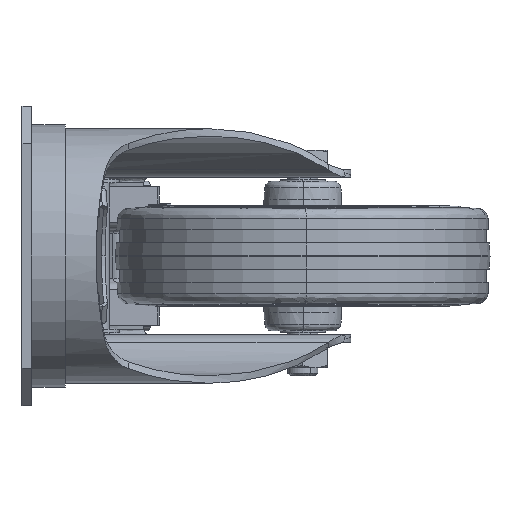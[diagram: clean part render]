
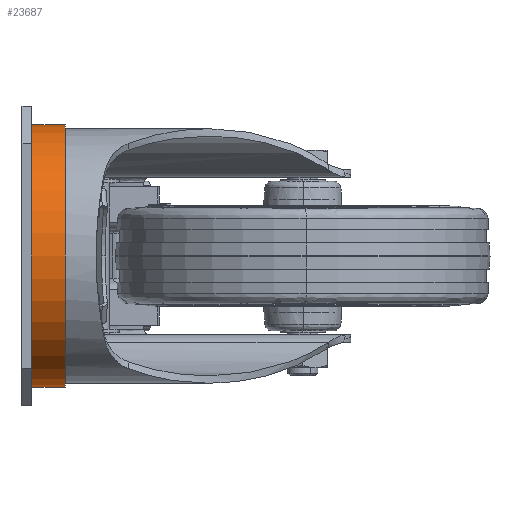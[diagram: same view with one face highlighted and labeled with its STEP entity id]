
A CAD part, left-side view. The second image highlights one B-rep face of the part: STEP entity #23687.
In plain terms, the highlighted cylindrical face has radius 35 mm (diameter 70 mm), a partial arc.
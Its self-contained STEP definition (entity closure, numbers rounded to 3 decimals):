
#5489 = AXIS2_PLACEMENT_3D ( 'NONE', #23787, #64158, #29558 ) ;
#7018 = DIRECTION ( 'NONE',  ( 0., -1., 0. ) ) ;
#7251 = ORIENTED_EDGE ( 'NONE', *, *, #35053, .T. ) ;
#9998 = DIRECTION ( 'NONE',  ( 0., -1., 0. ) ) ;
#12386 = EDGE_LOOP ( 'NONE', ( #7251, #32699, #53916, #47113 ) ) ;
#13021 = CARTESIAN_POINT ( 'NONE',  ( 0., -2.15, 0. ) ) ;
#16572 = EDGE_CURVE ( 'NONE', #55723, #60232, #67994, .T. ) ;
#21862 = VECTOR ( 'NONE', #9998, 1000. ) ;
#23308 = AXIS2_PLACEMENT_3D ( 'NONE', #59984, #25375, #65801 ) ;
#23384 = CARTESIAN_POINT ( 'NONE',  ( 0., -11.6, 35. ) ) ;
#23687 = ADVANCED_FACE ( 'NONE', ( #70049 ), #69315, .T. ) ;
#23787 = CARTESIAN_POINT ( 'NONE',  ( 0., -11.6, 0. ) ) ;
#24677 = VERTEX_POINT ( 'NONE', #29738 ) ;
#25304 = CIRCLE ( 'NONE', #23308, 35. ) ;
#25375 = DIRECTION ( 'NONE',  ( 0., -1., 0. ) ) ;
#27669 = EDGE_CURVE ( 'NONE', #24677, #60232, #28871, .T. ) ;
#28871 = LINE ( 'NONE', #61689, #57769 ) ;
#29558 = DIRECTION ( 'NONE',  ( 0., 0., 1. ) ) ;
#29738 = CARTESIAN_POINT ( 'NONE',  ( 0., -2.6, 35. ) ) ;
#32673 = DIRECTION ( 'NONE',  ( 0., -1., 0. ) ) ;
#32699 = ORIENTED_EDGE ( 'NONE', *, *, #65703, .T. ) ;
#35053 = EDGE_CURVE ( 'NONE', #24677, #38407, #25304, .T. ) ;
#36784 = CARTESIAN_POINT ( 'NONE',  ( 0., -11.6, -35. ) ) ;
#37178 = LINE ( 'NONE', #73029, #21862 ) ;
#38407 = VERTEX_POINT ( 'NONE', #69983 ) ;
#47113 = ORIENTED_EDGE ( 'NONE', *, *, #27669, .F. ) ;
#51044 = AXIS2_PLACEMENT_3D ( 'NONE', #13021, #7018, #53323 ) ;
#53323 = DIRECTION ( 'NONE',  ( 0., 0., 1. ) ) ;
#53916 = ORIENTED_EDGE ( 'NONE', *, *, #16572, .T. ) ;
#55723 = VERTEX_POINT ( 'NONE', #36784 ) ;
#57769 = VECTOR ( 'NONE', #32673, 1000. ) ;
#59984 = CARTESIAN_POINT ( 'NONE',  ( 0., -2.6, 0. ) ) ;
#60232 = VERTEX_POINT ( 'NONE', #23384 ) ;
#61689 = CARTESIAN_POINT ( 'NONE',  ( 0., -2.15, 35. ) ) ;
#64158 = DIRECTION ( 'NONE',  ( 0., 1., 0. ) ) ;
#65703 = EDGE_CURVE ( 'NONE', #38407, #55723, #37178, .T. ) ;
#65801 = DIRECTION ( 'NONE',  ( 0., 0., 1. ) ) ;
#67994 = CIRCLE ( 'NONE', #5489, 35. ) ;
#69315 = CYLINDRICAL_SURFACE ( 'NONE', #51044, 35. ) ;
#69983 = CARTESIAN_POINT ( 'NONE',  ( 0., -2.6, -35. ) ) ;
#70049 = FACE_OUTER_BOUND ( 'NONE', #12386, .T. ) ;
#73029 = CARTESIAN_POINT ( 'NONE',  ( 0., -2.15, -35. ) ) ;
